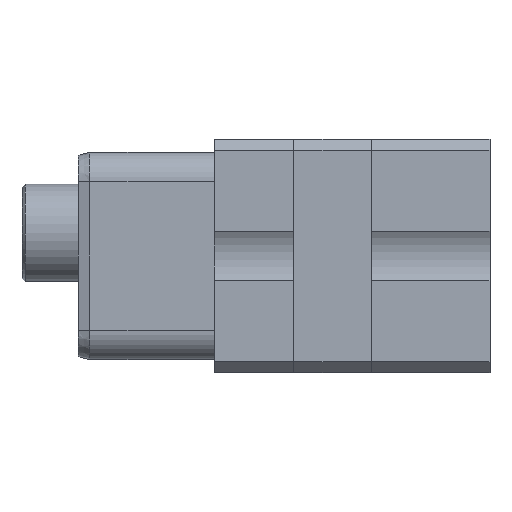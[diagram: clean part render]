
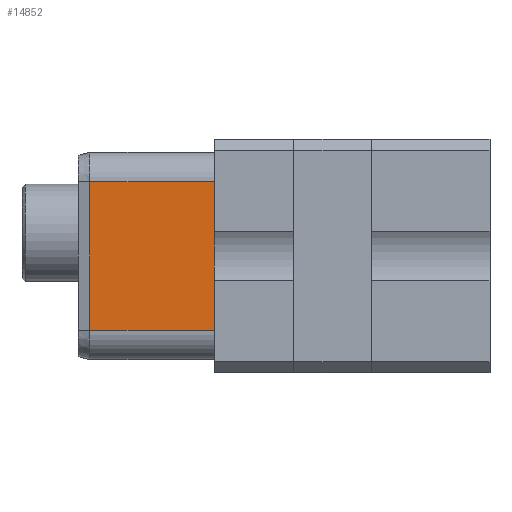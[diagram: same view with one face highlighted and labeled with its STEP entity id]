
A CAD part, left-side view. The second image highlights one B-rep face of the part: STEP entity #14852.
In plain terms, the highlighted planar face has unit normal (-1, 0, 0).
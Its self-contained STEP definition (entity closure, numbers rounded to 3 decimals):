
#114=DIRECTION('',(0.,0.,1.));
#115=VECTOR('',#114,9.61);
#116=CARTESIAN_POINT('',(-20.941,0.026,-4.805));
#117=LINE('',#116,#115);
#3649=DIRECTION('',(0.,0.,1.));
#3650=VECTOR('',#3649,9.61);
#3651=CARTESIAN_POINT('',(-20.941,8.113,-4.805));
#3652=LINE('',#3651,#3650);
#3662=DIRECTION('',(0.,1.,0.));
#3663=VECTOR('',#3662,8.087);
#3664=CARTESIAN_POINT('',(-20.941,0.026,4.805));
#3665=LINE('',#3664,#3663);
#3704=DIRECTION('',(0.,1.,0.));
#3705=VECTOR('',#3704,8.087);
#3706=CARTESIAN_POINT('',(-20.941,0.026,-4.805));
#3707=LINE('',#3706,#3705);
#9554=CARTESIAN_POINT('',(-20.941,0.026,-4.805));
#9556=VERTEX_POINT('',#9554);
#9559=CARTESIAN_POINT('',(-20.941,0.026,4.805));
#9561=VERTEX_POINT('',#9559);
#9586=CARTESIAN_POINT('',(-20.941,8.113,-4.805));
#9587=CARTESIAN_POINT('',(-20.941,8.113,4.805));
#9588=VERTEX_POINT('',#9586);
#9589=VERTEX_POINT('',#9587);
#14839=CARTESIAN_POINT('',(-20.941,0.,-6.705));
#14840=DIRECTION('',(-1.,0.,0.));
#14841=DIRECTION('',(0.,0.,1.));
#14842=AXIS2_PLACEMENT_3D('',#14839,#14840,#14841);
#14843=PLANE('',#14842);
#14844=ORIENTED_EDGE('',*,*,#14833,.T.);
#14846=ORIENTED_EDGE('',*,*,#14845,.F.);
#14847=ORIENTED_EDGE('',*,*,#11660,.F.);
#14849=ORIENTED_EDGE('',*,*,#14848,.T.);
#14850=EDGE_LOOP('',(#14844,#14846,#14847,#14849));
#14851=FACE_OUTER_BOUND('',#14850,.F.);
#14852=ADVANCED_FACE('',(#14851),#14843,.T.);
#11660=EDGE_CURVE('',#9556,#9561,#117,.T.);
#14833=EDGE_CURVE('',#9588,#9589,#3652,.T.);
#14845=EDGE_CURVE('',#9561,#9589,#3665,.T.);
#14848=EDGE_CURVE('',#9556,#9588,#3707,.T.);
